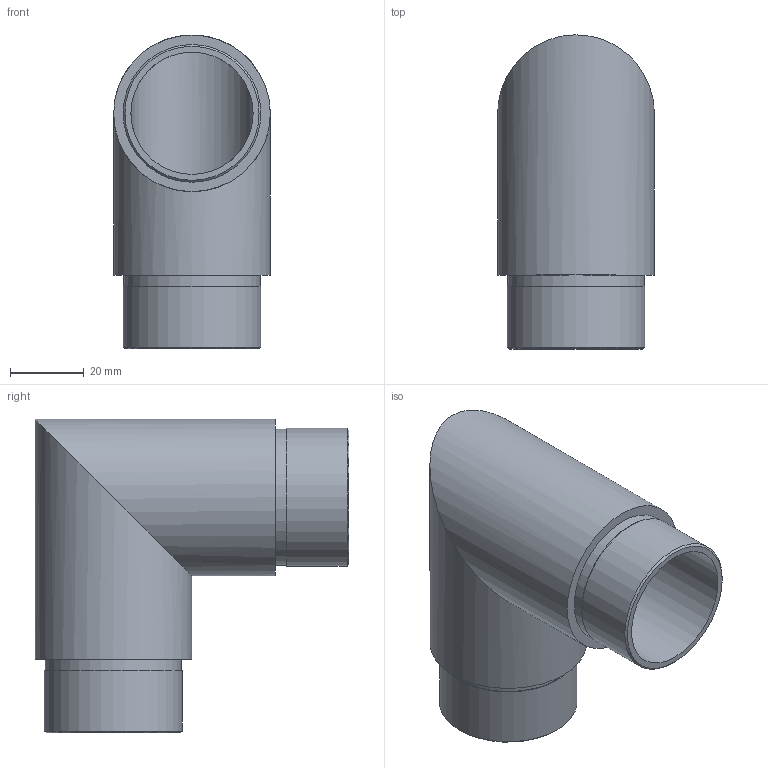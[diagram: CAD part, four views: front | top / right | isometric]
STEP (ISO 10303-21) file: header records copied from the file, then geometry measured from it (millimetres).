
FILE_DESCRIPTION (( 'STEP AP203' ), '1' );
FILE_NAME ('56170-320-25.step', '2020-02-24T13:02:04', ( '' ), ( '' ), 'SwSTEP 2.0', 'SolidWorks 2015', '' );
FILE_SCHEMA (( 'CONFIG_CONTROL_DESIGN' ));
Length unit declared in the file: millimetre
Products named in the file (2): 56170-320-25
Bounding box: 42.4 x 85 x 85 mm (x, y, z)
Volume: 57428.4 mm3; surface area: 30750.4 mm2
Topology: 1 solids, 1 shells, 263 faces, 694 edges, 463 vertices
Faces by surface type: bspline 117, plane 110, cylinder 34, cone 2
Full cylindrical faces by diameter (mm): 33.1 x2, 36.9 x2, 37.3 x2, 42.4 x2
Entity records: 12874 total; most frequent: CARTESIAN_POINT 7079, ORIENTED_EDGE 1358, DIRECTION 805, EDGE_CURVE 679, VERTEX_POINT 458, LINE 313, VECTOR 313, EDGE_LOOP 305
